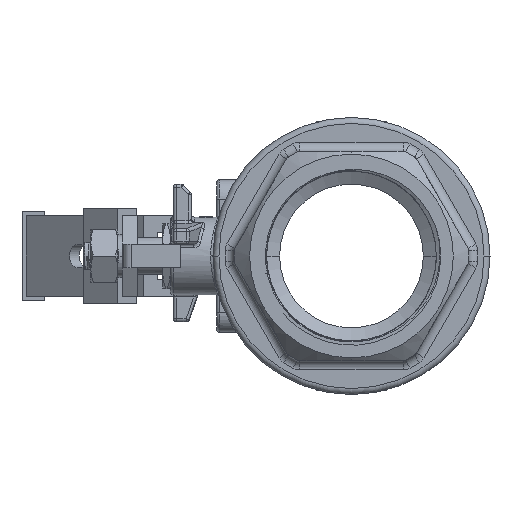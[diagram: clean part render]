
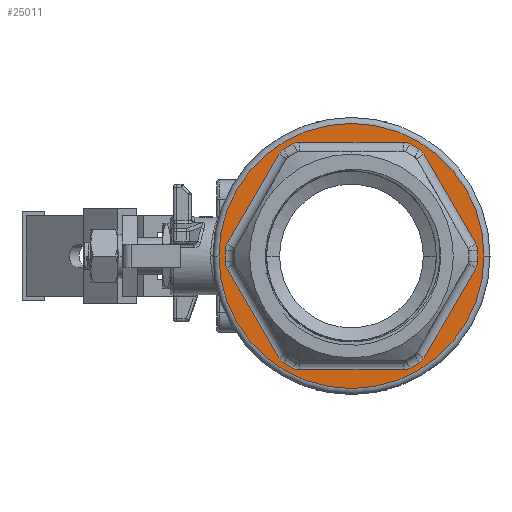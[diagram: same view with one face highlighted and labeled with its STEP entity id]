
A CAD part, left-side view. The second image highlights one B-rep face of the part: STEP entity #25011.
In plain terms, the highlighted face is planar.
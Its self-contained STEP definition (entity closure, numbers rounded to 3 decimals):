
#21714=CARTESIAN_POINT('',(0.,0.,-19.8));
#21715=DIRECTION('',(0.,0.,-1.));
#21716=DIRECTION('',(-1.,0.,0.));
#21717=AXIS2_PLACEMENT_3D('',#21714,#21715,#21716);
#21719=CARTESIAN_POINT('',(0.,0.,-19.8));
#21720=DIRECTION('',(0.,0.,-1.));
#21721=DIRECTION('',(1.,0.,0.));
#21722=AXIS2_PLACEMENT_3D('',#21719,#21720,#21721);
#21724=DIRECTION('',(0.5,-0.866,0.));
#21725=VECTOR('',#21724,34.611);
#21726=CARTESIAN_POINT('',(24.256,33.987,-19.8));
#21727=LINE('',#21726,#21725);
#21728=DIRECTION('',(0.,1.,0.));
#21729=VECTOR('',#21728,3.526);
#21730=CARTESIAN_POINT('',(42.165,-1.763,-19.8));
#21731=LINE('',#21730,#21729);
#21732=DIRECTION('',(-0.5,-0.866,0.));
#21733=VECTOR('',#21732,34.611);
#21734=CARTESIAN_POINT('',(41.562,-4.013,-19.8));
#21735=LINE('',#21734,#21733);
#21736=DIRECTION('',(0.866,0.5,0.));
#21737=VECTOR('',#21736,3.526);
#21738=CARTESIAN_POINT('',(19.555,-37.397,-19.8));
#21739=LINE('',#21738,#21737);
#21740=DIRECTION('',(-1.,0.,0.));
#21741=VECTOR('',#21740,34.611);
#21742=CARTESIAN_POINT('',(17.305,-38.,-19.8));
#21743=LINE('',#21742,#21741);
#21744=DIRECTION('',(0.866,-0.5,0.));
#21745=VECTOR('',#21744,3.526);
#21746=CARTESIAN_POINT('',(-22.609,-35.634,-19.8));
#21747=LINE('',#21746,#21745);
#21748=DIRECTION('',(-0.5,0.866,0.));
#21749=VECTOR('',#21748,34.611);
#21750=CARTESIAN_POINT('',(-24.256,-33.987,-19.8));
#21751=LINE('',#21750,#21749);
#21752=DIRECTION('',(0.,-1.,0.));
#21753=VECTOR('',#21752,3.526);
#21754=CARTESIAN_POINT('',(-42.165,1.763,-19.8));
#21755=LINE('',#21754,#21753);
#21756=DIRECTION('',(0.5,0.866,0.));
#21757=VECTOR('',#21756,34.611);
#21758=CARTESIAN_POINT('',(-41.562,4.013,-19.8));
#21759=LINE('',#21758,#21757);
#21760=DIRECTION('',(-0.866,-0.5,0.));
#21761=VECTOR('',#21760,3.526);
#21762=CARTESIAN_POINT('',(-19.555,37.397,-19.8));
#21763=LINE('',#21762,#21761);
#21764=DIRECTION('',(1.,0.,0.));
#21765=VECTOR('',#21764,34.611);
#21766=CARTESIAN_POINT('',(-17.305,38.,-19.8));
#21767=LINE('',#21766,#21765);
#21768=DIRECTION('',(-0.866,0.5,0.));
#21769=VECTOR('',#21768,3.526);
#21770=CARTESIAN_POINT('',(22.609,35.634,-19.8));
#21771=LINE('',#21770,#21769);
#21810=CARTESIAN_POINT('',(20.359,31.737,-19.8));
#21811=DIRECTION('',(0.,0.,1.));
#21812=DIRECTION('',(0.866,0.5,0.));
#21813=AXIS2_PLACEMENT_3D('',#21810,#21811,#21812);
#21830=CARTESIAN_POINT('',(17.305,33.5,-19.8));
#21831=DIRECTION('',(0.,0.,1.));
#21832=DIRECTION('',(0.5,0.866,0.));
#21833=AXIS2_PLACEMENT_3D('',#21830,#21831,#21832);
#21850=CARTESIAN_POINT('',(-17.305,33.5,-19.8));
#21851=DIRECTION('',(0.,0.,1.));
#21852=DIRECTION('',(0.,1.,0.));
#21853=AXIS2_PLACEMENT_3D('',#21850,#21851,#21852);
#21870=CARTESIAN_POINT('',(-20.359,31.737,-19.8));
#21871=DIRECTION('',(0.,0.,1.));
#21872=DIRECTION('',(-0.5,0.866,0.));
#21873=AXIS2_PLACEMENT_3D('',#21870,#21871,#21872);
#21890=CARTESIAN_POINT('',(-37.665,1.763,-19.8));
#21891=DIRECTION('',(0.,0.,1.));
#21892=DIRECTION('',(-0.866,0.5,0.));
#21893=AXIS2_PLACEMENT_3D('',#21890,#21891,#21892);
#21910=CARTESIAN_POINT('',(-37.665,-1.763,-19.8));
#21911=DIRECTION('',(0.,0.,1.));
#21912=DIRECTION('',(-1.,0.,0.));
#21913=AXIS2_PLACEMENT_3D('',#21910,#21911,#21912);
#21930=CARTESIAN_POINT('',(-20.359,-31.737,-19.8));
#21931=DIRECTION('',(0.,0.,1.));
#21932=DIRECTION('',(-0.866,-0.5,0.));
#21933=AXIS2_PLACEMENT_3D('',#21930,#21931,#21932);
#21950=CARTESIAN_POINT('',(-17.305,-33.5,-19.8));
#21951=DIRECTION('',(0.,0.,1.));
#21952=DIRECTION('',(-0.5,-0.866,0.));
#21953=AXIS2_PLACEMENT_3D('',#21950,#21951,#21952);
#21970=CARTESIAN_POINT('',(17.305,-33.5,-19.8));
#21971=DIRECTION('',(0.,0.,1.));
#21972=DIRECTION('',(0.,-1.,0.));
#21973=AXIS2_PLACEMENT_3D('',#21970,#21971,#21972);
#21990=CARTESIAN_POINT('',(20.359,-31.737,-19.8));
#21991=DIRECTION('',(0.,0.,1.));
#21992=DIRECTION('',(0.5,-0.866,0.));
#21993=AXIS2_PLACEMENT_3D('',#21990,#21991,#21992);
#22010=CARTESIAN_POINT('',(37.665,-1.763,-19.8));
#22011=DIRECTION('',(0.,0.,1.));
#22012=DIRECTION('',(0.866,-0.5,0.));
#22013=AXIS2_PLACEMENT_3D('',#22010,#22011,#22012);
#22030=CARTESIAN_POINT('',(37.665,1.763,-19.8));
#22031=DIRECTION('',(0.,0.,1.));
#22032=DIRECTION('',(1.,0.,0.));
#22033=AXIS2_PLACEMENT_3D('',#22030,#22031,#22032);
#24594=CARTESIAN_POINT('',(-44.25,0.,-19.8));
#24595=CARTESIAN_POINT('',(44.25,0.,-19.8));
#24596=VERTEX_POINT('',#24594);
#24597=VERTEX_POINT('',#24595);
#24611=CARTESIAN_POINT('',(-24.256,-33.987,-19.8));
#24613=VERTEX_POINT('',#24611);
#24615=CARTESIAN_POINT('',(-22.609,-35.634,-19.8));
#24617=VERTEX_POINT('',#24615);
#24619=CARTESIAN_POINT('',(-19.555,-37.397,-19.8));
#24621=VERTEX_POINT('',#24619);
#24623=CARTESIAN_POINT('',(-17.305,-38.,-19.8));
#24625=VERTEX_POINT('',#24623);
#24627=CARTESIAN_POINT('',(-22.609,35.634,-19.8));
#24629=VERTEX_POINT('',#24627);
#24631=CARTESIAN_POINT('',(-24.256,33.987,-19.8));
#24633=VERTEX_POINT('',#24631);
#24635=CARTESIAN_POINT('',(-17.305,38.,-19.8));
#24637=VERTEX_POINT('',#24635);
#24639=CARTESIAN_POINT('',(-19.555,37.397,-19.8));
#24641=VERTEX_POINT('',#24639);
#24643=CARTESIAN_POINT('',(19.555,37.397,-19.8));
#24645=VERTEX_POINT('',#24643);
#24647=CARTESIAN_POINT('',(17.305,38.,-19.8));
#24649=VERTEX_POINT('',#24647);
#24651=CARTESIAN_POINT('',(24.256,33.987,-19.8));
#24653=VERTEX_POINT('',#24651);
#24655=CARTESIAN_POINT('',(22.609,35.634,-19.8));
#24657=VERTEX_POINT('',#24655);
#24659=CARTESIAN_POINT('',(42.165,1.763,-19.8));
#24661=VERTEX_POINT('',#24659);
#24663=CARTESIAN_POINT('',(41.562,4.013,-19.8));
#24665=VERTEX_POINT('',#24663);
#24667=CARTESIAN_POINT('',(41.562,-4.013,-19.8));
#24669=VERTEX_POINT('',#24667);
#24671=CARTESIAN_POINT('',(42.165,-1.763,-19.8));
#24673=VERTEX_POINT('',#24671);
#24675=CARTESIAN_POINT('',(22.609,-35.634,-19.8));
#24677=VERTEX_POINT('',#24675);
#24679=CARTESIAN_POINT('',(24.256,-33.987,-19.8));
#24681=VERTEX_POINT('',#24679);
#24683=CARTESIAN_POINT('',(17.305,-38.,-19.8));
#24685=VERTEX_POINT('',#24683);
#24687=CARTESIAN_POINT('',(19.555,-37.397,-19.8));
#24689=VERTEX_POINT('',#24687);
#24691=CARTESIAN_POINT('',(-42.165,-1.763,-19.8));
#24693=VERTEX_POINT('',#24691);
#24695=CARTESIAN_POINT('',(-41.562,-4.013,-19.8));
#24697=VERTEX_POINT('',#24695);
#24699=CARTESIAN_POINT('',(-41.562,4.013,-19.8));
#24701=VERTEX_POINT('',#24699);
#24703=CARTESIAN_POINT('',(-42.165,1.763,-19.8));
#24705=VERTEX_POINT('',#24703);
#24951=CARTESIAN_POINT('',(0.,0.,-19.8));
#24952=DIRECTION('',(0.,0.,-1.));
#24953=DIRECTION('',(1.,0.,0.));
#24954=AXIS2_PLACEMENT_3D('',#24951,#24952,#24953);
#24955=PLANE('',#24954);
#24957=ORIENTED_EDGE('',*,*,#24956,.F.);
#24958=ORIENTED_EDGE('',*,*,#24941,.F.);
#24959=EDGE_LOOP('',(#24957,#24958));
#24960=FACE_OUTER_BOUND('',#24959,.F.);
#24962=ORIENTED_EDGE('',*,*,#24961,.T.);
#24964=ORIENTED_EDGE('',*,*,#24963,.F.);
#24966=ORIENTED_EDGE('',*,*,#24965,.F.);
#24968=ORIENTED_EDGE('',*,*,#24967,.F.);
#24970=ORIENTED_EDGE('',*,*,#24969,.T.);
#24972=ORIENTED_EDGE('',*,*,#24971,.F.);
#24974=ORIENTED_EDGE('',*,*,#24973,.F.);
#24976=ORIENTED_EDGE('',*,*,#24975,.F.);
#24978=ORIENTED_EDGE('',*,*,#24977,.T.);
#24980=ORIENTED_EDGE('',*,*,#24979,.F.);
#24982=ORIENTED_EDGE('',*,*,#24981,.F.);
#24984=ORIENTED_EDGE('',*,*,#24983,.F.);
#24986=ORIENTED_EDGE('',*,*,#24985,.T.);
#24988=ORIENTED_EDGE('',*,*,#24987,.F.);
#24990=ORIENTED_EDGE('',*,*,#24989,.F.);
#24992=ORIENTED_EDGE('',*,*,#24991,.F.);
#24994=ORIENTED_EDGE('',*,*,#24993,.T.);
#24996=ORIENTED_EDGE('',*,*,#24995,.F.);
#24998=ORIENTED_EDGE('',*,*,#24997,.F.);
#25000=ORIENTED_EDGE('',*,*,#24999,.F.);
#25002=ORIENTED_EDGE('',*,*,#25001,.T.);
#25004=ORIENTED_EDGE('',*,*,#25003,.F.);
#25006=ORIENTED_EDGE('',*,*,#25005,.F.);
#25008=ORIENTED_EDGE('',*,*,#25007,.F.);
#25009=EDGE_LOOP('',(#24962,#24964,#24966,#24968,#24970,#24972,#24974,#24976,
#24978,#24980,#24982,#24984,#24986,#24988,#24990,#24992,#24994,#24996,#24998,
#25000,#25002,#25004,#25006,#25008));
#25010=FACE_BOUND('',#25009,.F.);
#21718=CIRCLE('',#21717,44.25);
#21723=CIRCLE('',#21722,44.25);
#21814=CIRCLE('',#21813,4.5);
#21834=CIRCLE('',#21833,4.5);
#21854=CIRCLE('',#21853,4.5);
#21874=CIRCLE('',#21873,4.5);
#21894=CIRCLE('',#21893,4.5);
#21914=CIRCLE('',#21913,4.5);
#21934=CIRCLE('',#21933,4.5);
#21954=CIRCLE('',#21953,4.5);
#21974=CIRCLE('',#21973,4.5);
#21994=CIRCLE('',#21993,4.5);
#22014=CIRCLE('',#22013,4.5);
#22034=CIRCLE('',#22033,4.5);
#24941=EDGE_CURVE('',#24597,#24596,#21723,.T.);
#24956=EDGE_CURVE('',#24596,#24597,#21718,.T.);
#24961=EDGE_CURVE('',#24653,#24665,#21727,.T.);
#24963=EDGE_CURVE('',#24661,#24665,#22034,.T.);
#24965=EDGE_CURVE('',#24673,#24661,#21731,.T.);
#24967=EDGE_CURVE('',#24669,#24673,#22014,.T.);
#24969=EDGE_CURVE('',#24669,#24681,#21735,.T.);
#24971=EDGE_CURVE('',#24677,#24681,#21994,.T.);
#24973=EDGE_CURVE('',#24689,#24677,#21739,.T.);
#24975=EDGE_CURVE('',#24685,#24689,#21974,.T.);
#24977=EDGE_CURVE('',#24685,#24625,#21743,.T.);
#24979=EDGE_CURVE('',#24621,#24625,#21954,.T.);
#24981=EDGE_CURVE('',#24617,#24621,#21747,.T.);
#24983=EDGE_CURVE('',#24613,#24617,#21934,.T.);
#24985=EDGE_CURVE('',#24613,#24697,#21751,.T.);
#24987=EDGE_CURVE('',#24693,#24697,#21914,.T.);
#24989=EDGE_CURVE('',#24705,#24693,#21755,.T.);
#24991=EDGE_CURVE('',#24701,#24705,#21894,.T.);
#24993=EDGE_CURVE('',#24701,#24633,#21759,.T.);
#24995=EDGE_CURVE('',#24629,#24633,#21874,.T.);
#24997=EDGE_CURVE('',#24641,#24629,#21763,.T.);
#24999=EDGE_CURVE('',#24637,#24641,#21854,.T.);
#25001=EDGE_CURVE('',#24637,#24649,#21767,.T.);
#25003=EDGE_CURVE('',#24645,#24649,#21834,.T.);
#25005=EDGE_CURVE('',#24657,#24645,#21771,.T.);
#25007=EDGE_CURVE('',#24653,#24657,#21814,.T.);
#25011=ADVANCED_FACE('',(#24960,#25010),#24955,.T.);
